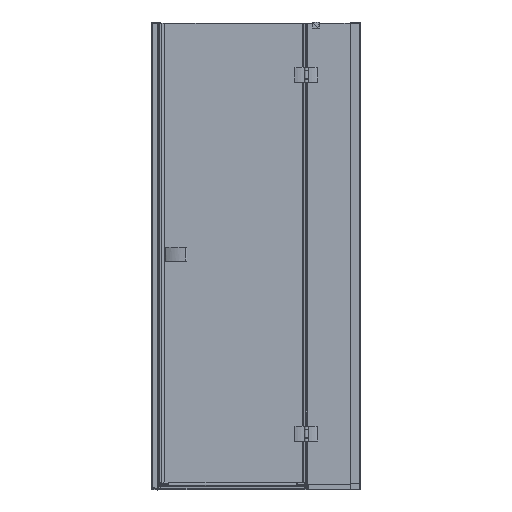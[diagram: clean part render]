
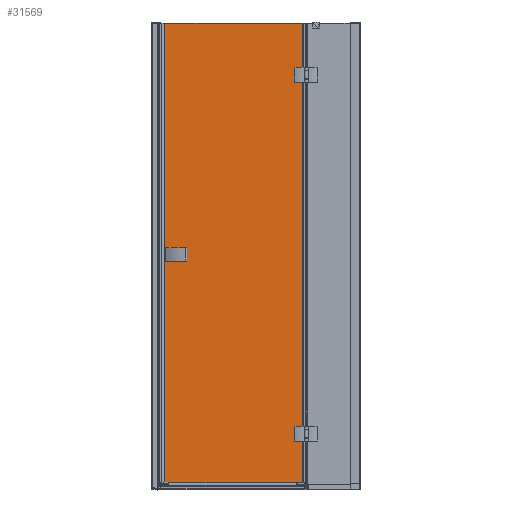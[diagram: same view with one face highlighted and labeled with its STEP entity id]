
A CAD part, top view. The second image highlights one B-rep face of the part: STEP entity #31569.
In plain terms, the highlighted planar face has unit normal (0, 0, 1).
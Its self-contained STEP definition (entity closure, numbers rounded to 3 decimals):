
#31006=DIRECTION('',(0.,-1.,0.));
#31007=VECTOR('',#31006,1932.);
#31008=CARTESIAN_POINT('',(-225.,966.,6.));
#31009=LINE('',#31008,#31007);
#31013=DIRECTION('',(-1.,0.,0.));
#31014=VECTOR('',#31013,600.);
#31015=CARTESIAN_POINT('',(375.,966.,6.));
#31016=LINE('',#31015,#31014);
#31020=DIRECTION('',(0.,1.,0.));
#31021=VECTOR('',#31020,1932.);
#31022=CARTESIAN_POINT('',(375.,-966.,6.));
#31023=LINE('',#31022,#31021);
#31027=DIRECTION('',(1.,0.,0.));
#31028=VECTOR('',#31027,600.);
#31029=CARTESIAN_POINT('',(-225.,-966.,6.));
#31030=LINE('',#31029,#31028);
#31034=CARTESIAN_POINT('',(345.,766.,6.));
#31035=DIRECTION('',(0.,0.,1.));
#31036=DIRECTION('',(1.,0.,0.));
#31037=AXIS2_PLACEMENT_3D('',#31034,#31035,#31036);
#31042=CARTESIAN_POINT('',(345.,766.,6.));
#31043=DIRECTION('',(0.,0.,1.));
#31044=DIRECTION('',(-1.,0.,0.));
#31045=AXIS2_PLACEMENT_3D('',#31042,#31043,#31044);
#31050=CARTESIAN_POINT('',(345.,734.,6.));
#31051=DIRECTION('',(0.,0.,1.));
#31052=DIRECTION('',(1.,0.,0.));
#31053=AXIS2_PLACEMENT_3D('',#31050,#31051,#31052);
#31058=CARTESIAN_POINT('',(345.,734.,6.));
#31059=DIRECTION('',(0.,0.,1.));
#31060=DIRECTION('',(-1.,0.,0.));
#31061=AXIS2_PLACEMENT_3D('',#31058,#31059,#31060);
#31066=CARTESIAN_POINT('',(345.,-766.,6.));
#31067=DIRECTION('',(0.,0.,-1.));
#31068=DIRECTION('',(1.,0.,0.));
#31069=AXIS2_PLACEMENT_3D('',#31066,#31067,#31068);
#31074=CARTESIAN_POINT('',(345.,-766.,6.));
#31075=DIRECTION('',(0.,0.,-1.));
#31076=DIRECTION('',(-1.,0.,0.));
#31077=AXIS2_PLACEMENT_3D('',#31074,#31075,#31076);
#31082=CARTESIAN_POINT('',(345.,-734.,6.));
#31083=DIRECTION('',(0.,0.,-1.));
#31084=DIRECTION('',(1.,0.,0.));
#31085=AXIS2_PLACEMENT_3D('',#31082,#31083,#31084);
#31090=CARTESIAN_POINT('',(345.,-734.,6.));
#31091=DIRECTION('',(0.,0.,-1.));
#31092=DIRECTION('',(-1.,0.,0.));
#31093=AXIS2_PLACEMENT_3D('',#31090,#31091,#31092);
#31098=CARTESIAN_POINT('',(-185.,17.5,6.));
#31099=DIRECTION('',(0.,0.,1.));
#31100=DIRECTION('',(1.,0.,0.));
#31101=AXIS2_PLACEMENT_3D('',#31098,#31099,#31100);
#31106=CARTESIAN_POINT('',(-185.,17.5,6.));
#31107=DIRECTION('',(0.,0.,1.));
#31108=DIRECTION('',(-1.,0.,0.));
#31109=AXIS2_PLACEMENT_3D('',#31106,#31107,#31108);
#31114=CARTESIAN_POINT('',(-185.,-17.5,6.));
#31115=DIRECTION('',(0.,0.,1.));
#31116=DIRECTION('',(1.,0.,0.));
#31117=AXIS2_PLACEMENT_3D('',#31114,#31115,#31116);
#31122=CARTESIAN_POINT('',(-185.,-17.5,6.));
#31123=DIRECTION('',(0.,0.,1.));
#31124=DIRECTION('',(-1.,0.,0.));
#31125=AXIS2_PLACEMENT_3D('',#31122,#31123,#31124);
#31342=CARTESIAN_POINT('',(-225.,966.,6.));
#31343=CARTESIAN_POINT('',(-225.,-966.,6.));
#31344=VERTEX_POINT('',#31342);
#31345=VERTEX_POINT('',#31343);
#31346=CARTESIAN_POINT('',(375.,-966.,6.));
#31347=VERTEX_POINT('',#31346);
#31348=CARTESIAN_POINT('',(375.,966.,6.));
#31349=VERTEX_POINT('',#31348);
#31358=CARTESIAN_POINT('',(352.,766.,6.));
#31359=CARTESIAN_POINT('',(338.,766.,6.));
#31360=VERTEX_POINT('',#31358);
#31361=VERTEX_POINT('',#31359);
#31366=CARTESIAN_POINT('',(352.,734.,6.));
#31367=VERTEX_POINT('',#31366);
#31370=CARTESIAN_POINT('',(338.,734.,6.));
#31371=VERTEX_POINT('',#31370);
#31378=CARTESIAN_POINT('',(352.,-766.,6.));
#31379=VERTEX_POINT('',#31378);
#31382=CARTESIAN_POINT('',(338.,-766.,6.));
#31383=VERTEX_POINT('',#31382);
#31390=CARTESIAN_POINT('',(352.,-734.,6.));
#31391=VERTEX_POINT('',#31390);
#31394=CARTESIAN_POINT('',(338.,-734.,6.));
#31395=VERTEX_POINT('',#31394);
#31406=CARTESIAN_POINT('',(-180.,17.5,6.));
#31407=CARTESIAN_POINT('',(-190.,17.5,6.));
#31408=VERTEX_POINT('',#31406);
#31409=VERTEX_POINT('',#31407);
#31410=CARTESIAN_POINT('',(-180.,-17.5,6.));
#31411=CARTESIAN_POINT('',(-190.,-17.5,6.));
#31412=VERTEX_POINT('',#31410);
#31413=VERTEX_POINT('',#31411);
#31522=CARTESIAN_POINT('',(0.,0.,6.));
#31523=DIRECTION('',(0.,0.,1.));
#31524=DIRECTION('',(1.,0.,0.));
#31525=AXIS2_PLACEMENT_3D('',#31522,#31523,#31524);
#31526=PLANE('',#31525);
#31527=ORIENTED_EDGE('',*,*,#31474,.F.);
#31528=ORIENTED_EDGE('',*,*,#31489,.F.);
#31529=ORIENTED_EDGE('',*,*,#31503,.F.);
#31530=ORIENTED_EDGE('',*,*,#31516,.F.);
#31531=EDGE_LOOP('',(#31527,#31528,#31529,#31530));
#31532=FACE_OUTER_BOUND('',#31531,.F.);
#31534=ORIENTED_EDGE('',*,*,#31533,.T.);
#31536=ORIENTED_EDGE('',*,*,#31535,.T.);
#31537=EDGE_LOOP('',(#31534,#31536));
#31538=FACE_BOUND('',#31537,.F.);
#31540=ORIENTED_EDGE('',*,*,#31539,.T.);
#31542=ORIENTED_EDGE('',*,*,#31541,.T.);
#31543=EDGE_LOOP('',(#31540,#31542));
#31544=FACE_BOUND('',#31543,.F.);
#31546=ORIENTED_EDGE('',*,*,#31545,.F.);
#31548=ORIENTED_EDGE('',*,*,#31547,.F.);
#31549=EDGE_LOOP('',(#31546,#31548));
#31550=FACE_BOUND('',#31549,.F.);
#31552=ORIENTED_EDGE('',*,*,#31551,.F.);
#31554=ORIENTED_EDGE('',*,*,#31553,.F.);
#31555=EDGE_LOOP('',(#31552,#31554));
#31556=FACE_BOUND('',#31555,.F.);
#31558=ORIENTED_EDGE('',*,*,#31557,.T.);
#31560=ORIENTED_EDGE('',*,*,#31559,.T.);
#31561=EDGE_LOOP('',(#31558,#31560));
#31562=FACE_BOUND('',#31561,.F.);
#31564=ORIENTED_EDGE('',*,*,#31563,.T.);
#31566=ORIENTED_EDGE('',*,*,#31565,.T.);
#31567=EDGE_LOOP('',(#31564,#31566));
#31568=FACE_BOUND('',#31567,.F.);
#31038=CIRCLE('',#31037,7.);
#31046=CIRCLE('',#31045,7.);
#31054=CIRCLE('',#31053,7.);
#31062=CIRCLE('',#31061,7.);
#31070=CIRCLE('',#31069,7.);
#31078=CIRCLE('',#31077,7.);
#31086=CIRCLE('',#31085,7.);
#31094=CIRCLE('',#31093,7.);
#31102=CIRCLE('',#31101,5.);
#31110=CIRCLE('',#31109,5.);
#31118=CIRCLE('',#31117,5.);
#31126=CIRCLE('',#31125,5.);
#31474=EDGE_CURVE('',#31344,#31345,#31009,.T.);
#31489=EDGE_CURVE('',#31349,#31344,#31016,.T.);
#31503=EDGE_CURVE('',#31347,#31349,#31023,.T.);
#31516=EDGE_CURVE('',#31345,#31347,#31030,.T.);
#31533=EDGE_CURVE('',#31360,#31361,#31038,.T.);
#31535=EDGE_CURVE('',#31361,#31360,#31046,.T.);
#31539=EDGE_CURVE('',#31367,#31371,#31054,.T.);
#31541=EDGE_CURVE('',#31371,#31367,#31062,.T.);
#31545=EDGE_CURVE('',#31379,#31383,#31070,.T.);
#31547=EDGE_CURVE('',#31383,#31379,#31078,.T.);
#31551=EDGE_CURVE('',#31391,#31395,#31086,.T.);
#31553=EDGE_CURVE('',#31395,#31391,#31094,.T.);
#31557=EDGE_CURVE('',#31408,#31409,#31102,.T.);
#31559=EDGE_CURVE('',#31409,#31408,#31110,.T.);
#31563=EDGE_CURVE('',#31412,#31413,#31118,.T.);
#31565=EDGE_CURVE('',#31413,#31412,#31126,.T.);
#31569=ADVANCED_FACE('',(#31532,#31538,#31544,#31550,#31556,#31562,#31568),
#31526,.T.);
